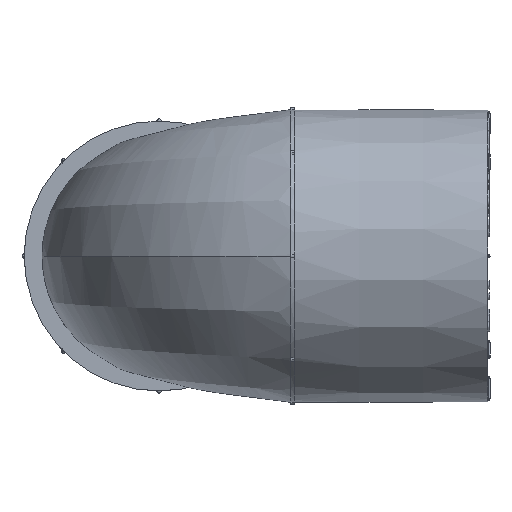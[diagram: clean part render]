
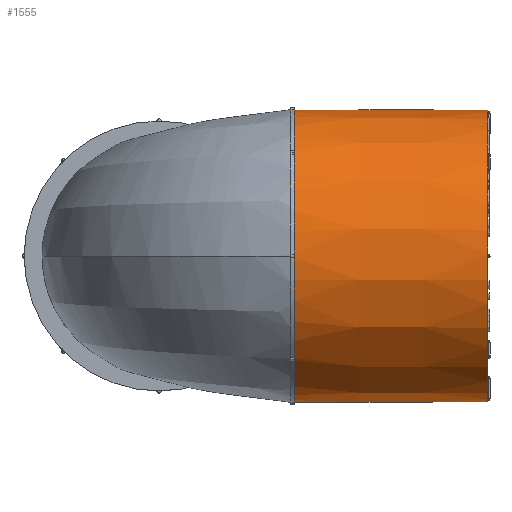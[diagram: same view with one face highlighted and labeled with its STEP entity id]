
A CAD part, left-side view. The second image highlights one B-rep face of the part: STEP entity #1555.
In plain terms, the highlighted conical face has half-angle 0.108 degrees and reference radius 20.05 mm.
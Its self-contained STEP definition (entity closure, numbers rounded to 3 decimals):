
#271=CONICAL_SURFACE('',#21546,20.05,0.108);
#1555=ADVANCED_FACE('',(#6246,#6247),#271,.T.);
#5893=CIRCLE('',#21384,20.);
#5965=CIRCLE('',#21514,20.05);
#5966=CIRCLE('',#21516,20.05);
#5967=CIRCLE('',#21518,20.05);
#5968=CIRCLE('',#21520,20.05);
#5969=CIRCLE('',#21522,20.05);
#5970=CIRCLE('',#21524,20.05);
#5971=CIRCLE('',#21526,20.05);
#5972=CIRCLE('',#21528,20.05);
#5973=CIRCLE('',#21530,20.05);
#5974=CIRCLE('',#21532,20.05);
#5975=CIRCLE('',#21534,20.05);
#5976=CIRCLE('',#21536,20.05);
#5977=CIRCLE('',#21538,20.05);
#5978=CIRCLE('',#21540,20.05);
#5979=CIRCLE('',#21542,20.05);
#5980=CIRCLE('',#21544,20.05);
#6246=FACE_BOUND('',#6431,.T.);
#6247=FACE_BOUND('',#6432,.T.);
#6431=EDGE_LOOP('',(#8731));
#6432=EDGE_LOOP('',(#8732,#8733,#8734,#8735,#8736,#8737,#8738,#8739,#8740,
#8741,#8742,#8743,#8744,#8745,#8746,#8747));
#8731=ORIENTED_EDGE('',*,*,#16597,.F.);
#8732=ORIENTED_EDGE('',*,*,#17211,.F.);
#8733=ORIENTED_EDGE('',*,*,#17210,.F.);
#8734=ORIENTED_EDGE('',*,*,#17209,.F.);
#8735=ORIENTED_EDGE('',*,*,#17208,.F.);
#8736=ORIENTED_EDGE('',*,*,#17207,.F.);
#8737=ORIENTED_EDGE('',*,*,#17206,.F.);
#8738=ORIENTED_EDGE('',*,*,#17205,.F.);
#8739=ORIENTED_EDGE('',*,*,#17204,.F.);
#8740=ORIENTED_EDGE('',*,*,#17203,.T.);
#8741=ORIENTED_EDGE('',*,*,#17202,.T.);
#8742=ORIENTED_EDGE('',*,*,#17201,.T.);
#8743=ORIENTED_EDGE('',*,*,#17200,.T.);
#8744=ORIENTED_EDGE('',*,*,#17199,.T.);
#8745=ORIENTED_EDGE('',*,*,#17198,.T.);
#8746=ORIENTED_EDGE('',*,*,#17197,.T.);
#8747=ORIENTED_EDGE('',*,*,#17196,.F.);
#14460=VERTEX_POINT('',#29128);
#14890=VERTEX_POINT('',#31737);
#14892=VERTEX_POINT('',#31743);
#14893=VERTEX_POINT('',#31753);
#14894=VERTEX_POINT('',#31755);
#14895=VERTEX_POINT('',#31765);
#14903=VERTEX_POINT('',#33011);
#14904=VERTEX_POINT('',#33018);
#14905=VERTEX_POINT('',#33020);
#14906=VERTEX_POINT('',#33027);
#14908=VERTEX_POINT('',#33033);
#14909=VERTEX_POINT('',#33043);
#14910=VERTEX_POINT('',#33045);
#14911=VERTEX_POINT('',#33055);
#14994=VERTEX_POINT('',#35398);
#14995=VERTEX_POINT('',#35399);
#14996=VERTEX_POINT('',#35410);
#16597=EDGE_CURVE('',#14460,#14460,#5893,.T.);
#17196=EDGE_CURVE('',#14995,#14994,#5965,.T.);
#17197=EDGE_CURVE('',#14890,#14994,#5966,.T.);
#17198=EDGE_CURVE('',#14892,#14890,#5967,.T.);
#17199=EDGE_CURVE('',#14893,#14892,#5968,.T.);
#17200=EDGE_CURVE('',#14894,#14893,#5969,.T.);
#17201=EDGE_CURVE('',#14895,#14894,#5970,.T.);
#17202=EDGE_CURVE('',#14903,#14895,#5971,.T.);
#17203=EDGE_CURVE('',#14904,#14903,#5972,.T.);
#17204=EDGE_CURVE('',#14904,#14905,#5973,.T.);
#17205=EDGE_CURVE('',#14905,#14906,#5974,.T.);
#17206=EDGE_CURVE('',#14906,#14908,#5975,.T.);
#17207=EDGE_CURVE('',#14908,#14909,#5976,.T.);
#17208=EDGE_CURVE('',#14909,#14910,#5977,.T.);
#17209=EDGE_CURVE('',#14910,#14911,#5978,.T.);
#17210=EDGE_CURVE('',#14911,#14996,#5979,.T.);
#17211=EDGE_CURVE('',#14996,#14995,#5980,.T.);
#21384=AXIS2_PLACEMENT_3D('',#29127,#22960,#22961);
#21514=AXIS2_PLACEMENT_3D('',#35413,#23268,#23269);
#21516=AXIS2_PLACEMENT_3D('',#35415,#23272,#23273);
#21518=AXIS2_PLACEMENT_3D('',#35417,#23276,#23277);
#21520=AXIS2_PLACEMENT_3D('',#35419,#23280,#23281);
#21522=AXIS2_PLACEMENT_3D('',#35421,#23284,#23285);
#21524=AXIS2_PLACEMENT_3D('',#35423,#23288,#23289);
#21526=AXIS2_PLACEMENT_3D('',#35425,#23292,#23293);
#21528=AXIS2_PLACEMENT_3D('',#35427,#23296,#23297);
#21530=AXIS2_PLACEMENT_3D('',#35429,#23300,#23301);
#21532=AXIS2_PLACEMENT_3D('',#35431,#23304,#23305);
#21534=AXIS2_PLACEMENT_3D('',#35433,#23308,#23309);
#21536=AXIS2_PLACEMENT_3D('',#35435,#23312,#23313);
#21538=AXIS2_PLACEMENT_3D('',#35437,#23316,#23317);
#21540=AXIS2_PLACEMENT_3D('',#35439,#23320,#23321);
#21542=AXIS2_PLACEMENT_3D('',#35441,#23324,#23325);
#21544=AXIS2_PLACEMENT_3D('',#35443,#23328,#23329);
#21546=AXIS2_PLACEMENT_3D('',#35445,#23332,#23333);
#22960=DIRECTION('',(0.,-1.,0.));
#22961=DIRECTION('',(0.,0.,1.));
#23268=DIRECTION('',(0.,1.,0.));
#23269=DIRECTION('',(0.,0.,-1.));
#23272=DIRECTION('',(0.,-1.,0.));
#23273=DIRECTION('',(0.,0.,-1.));
#23276=DIRECTION('',(0.,-1.,0.));
#23277=DIRECTION('',(0.,0.,-1.));
#23280=DIRECTION('',(0.,-1.,0.));
#23281=DIRECTION('',(0.,0.,-1.));
#23284=DIRECTION('',(0.,-1.,0.));
#23285=DIRECTION('',(0.,0.,-1.));
#23288=DIRECTION('',(0.,-1.,0.));
#23289=DIRECTION('',(0.,0.,-1.));
#23292=DIRECTION('',(0.,-1.,0.));
#23293=DIRECTION('',(0.,0.,-1.));
#23296=DIRECTION('',(0.,-1.,0.));
#23297=DIRECTION('',(0.,0.,-1.));
#23300=DIRECTION('',(0.,1.,0.));
#23301=DIRECTION('',(0.,0.,-1.));
#23304=DIRECTION('',(0.,1.,0.));
#23305=DIRECTION('',(0.,0.,-1.));
#23308=DIRECTION('',(0.,1.,0.));
#23309=DIRECTION('',(0.,0.,-1.));
#23312=DIRECTION('',(0.,1.,0.));
#23313=DIRECTION('',(0.,0.,-1.));
#23316=DIRECTION('',(0.,1.,0.));
#23317=DIRECTION('',(0.,0.,-1.));
#23320=DIRECTION('',(0.,1.,0.));
#23321=DIRECTION('',(0.,0.,-1.));
#23324=DIRECTION('',(0.,1.,0.));
#23325=DIRECTION('',(0.,0.,-1.));
#23328=DIRECTION('',(0.,1.,0.));
#23329=DIRECTION('',(0.,0.,-1.));
#23332=DIRECTION('',(0.,1.,0.));
#23333=DIRECTION('',(0.,0.,-1.));
#29127=CARTESIAN_POINT('',(7784.725,4247.644,0.));
#29128=CARTESIAN_POINT('',(7784.725,4247.644,20.));
#31737=CARTESIAN_POINT('',(7799.159,4274.144,-13.917));
#31743=CARTESIAN_POINT('',(7798.72,4274.144,-14.357));
#31753=CARTESIAN_POINT('',(7784.981,4274.144,-20.048));
#31755=CARTESIAN_POINT('',(7784.469,4274.144,-20.048));
#31765=CARTESIAN_POINT('',(7770.73,4274.144,-14.357));
#33011=CARTESIAN_POINT('',(7770.291,4274.144,-13.917));
#33018=CARTESIAN_POINT('',(7764.677,4274.144,-0.256));
#33020=CARTESIAN_POINT('',(7764.677,4274.144,0.256));
#33027=CARTESIAN_POINT('',(7770.291,4274.144,13.917));
#33033=CARTESIAN_POINT('',(7770.73,4274.144,14.357));
#33043=CARTESIAN_POINT('',(7784.469,4274.144,20.048));
#33045=CARTESIAN_POINT('',(7784.981,4274.144,20.048));
#33055=CARTESIAN_POINT('',(7798.72,4274.144,14.357));
#35398=CARTESIAN_POINT('',(7804.773,4274.144,-0.256));
#35399=CARTESIAN_POINT('',(7804.773,4274.144,0.256));
#35410=CARTESIAN_POINT('',(7799.159,4274.144,13.917));
#35413=CARTESIAN_POINT('',(7784.725,4274.144,0.));
#35415=CARTESIAN_POINT('',(7784.725,4274.144,0.));
#35417=CARTESIAN_POINT('',(7784.725,4274.144,0.));
#35419=CARTESIAN_POINT('',(7784.725,4274.144,0.));
#35421=CARTESIAN_POINT('',(7784.725,4274.144,0.));
#35423=CARTESIAN_POINT('',(7784.725,4274.144,0.));
#35425=CARTESIAN_POINT('',(7784.725,4274.144,0.));
#35427=CARTESIAN_POINT('',(7784.725,4274.144,0.));
#35429=CARTESIAN_POINT('',(7784.725,4274.144,0.));
#35431=CARTESIAN_POINT('',(7784.725,4274.144,0.));
#35433=CARTESIAN_POINT('',(7784.725,4274.144,0.));
#35435=CARTESIAN_POINT('',(7784.725,4274.144,0.));
#35437=CARTESIAN_POINT('',(7784.725,4274.144,0.));
#35439=CARTESIAN_POINT('',(7784.725,4274.144,0.));
#35441=CARTESIAN_POINT('',(7784.725,4274.144,0.));
#35443=CARTESIAN_POINT('',(7784.725,4274.144,0.));
#35445=CARTESIAN_POINT('',(7784.725,4274.144,0.));
